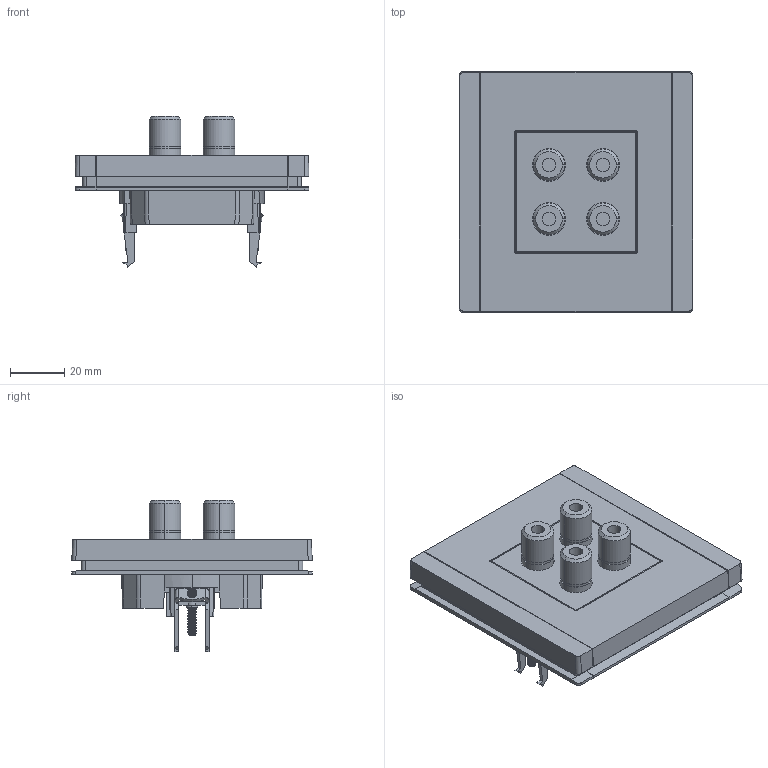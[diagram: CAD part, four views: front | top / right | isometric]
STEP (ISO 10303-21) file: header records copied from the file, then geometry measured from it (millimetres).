
FILE_DESCRIPTION (( 'STEP AP214' ), '1' );
FILE_NAME ('àóäèî.STEP', '2025-03-11T13:37:39', ( '' ), ( '' ), 'SwSTEP 2.0', 'SolidWorks 2022', '' );
FILE_SCHEMA (( 'AUTOMOTIVE_DESIGN' ));
Length unit declared in the file: millimetre
Products named in the file (1): аудио
Bounding box: 86.46 x 89 x 55.96 mm (x, y, z)
Volume: 115335.2 mm3; surface area: 42644.3 mm2
Topology: 1 solids, 15 shells, 1510 faces, 4326 edges, 2849 vertices
Faces by surface type: plane 894, cylinder 545, bspline 41, cone 22, sphere 4, torus 4
Entity records: 83523 total; most frequent: CARTESIAN_POINT 45729, ORIENTED_EDGE 8652, DIRECTION 6894, EDGE_CURVE 4326, VECTOR 2892, LINE 2892, VERTEX_POINT 2849, AXIS2_PLACEMENT_3D 2001
